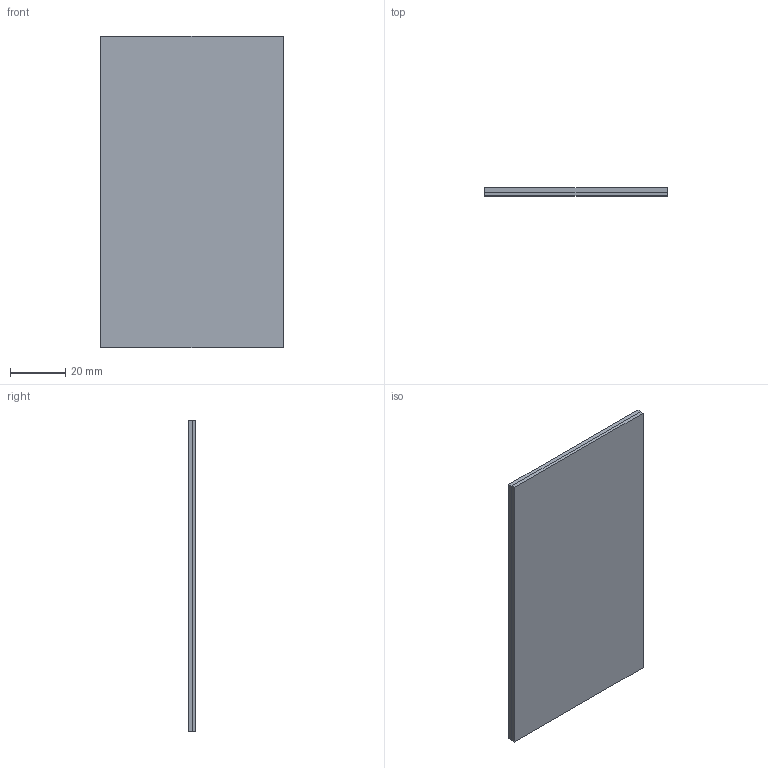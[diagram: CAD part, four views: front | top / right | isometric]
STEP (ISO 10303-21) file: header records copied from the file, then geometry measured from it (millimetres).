
FILE_DESCRIPTION(/* description */ ('STEP AP242','CAx-IF Rec.Pracs.---Representation and Presentation of Product Manufacturing Information (PMI)---4.0---2014-10-13','CAx-IF Rec.Pracs.---3D Tessellated Geometry---0.4---2014-09-14','2;1'),/* implementation_level */ '2;1');
FILE_NAME(/* name */ '65009c1541f65203342ff614',/* time_stamp */ '2023-09-12T17:12:54Z',/* author */ (''),/* organization */ (''),/* preprocessor_version */ 'ST-DEVELOPER v19.4',/* originating_system */ ' ',/* authorisation */ ' ');
FILE_SCHEMA (('AP242_MANAGED_MODEL_BASED_3D_ENGINEERING_MIM_LF { 1 0 10303 442 1 1 4 }'));
Length unit declared in the file: metre
Products named in the file (14): P124; PCB; id11; id16; id21; id26; id31; id36; id41; id46; id51; id56; EVA Face; EVA Overlap
Assembly tree (13 placements, depth 2):
  P124
    PCB
    id11
    id16
    id21
    id26
    id31
    id36
    id41
    id46
    id51
    id56
    EVA Face
    EVA Overlap
Bounding box: 66 x 2.9 x 113 mm (x, y, z)
Volume: 21424.2 mm3; surface area: 42752.6 mm2
Topology: 13 solids, 13 shells, 130 faces, 294 edges, 196 vertices
Faces by surface type: plane 126, bspline 4
Entity records: 3980 total; most frequent: CARTESIAN_POINT 678, ORIENTED_EDGE 588, DIRECTION 566, EDGE_CURVE 294, LINE 286, VECTOR 286, VERTEX_POINT 196, AXIS2_PLACEMENT_3D 140
